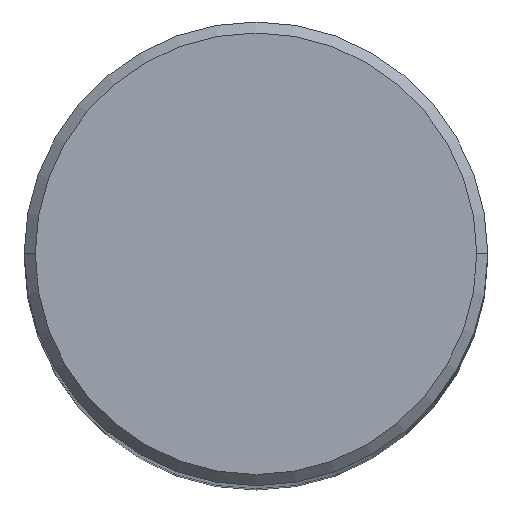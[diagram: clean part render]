
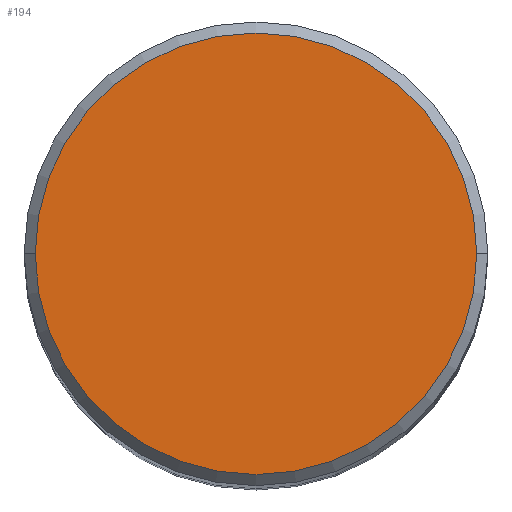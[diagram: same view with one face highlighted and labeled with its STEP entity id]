
A CAD part, top view. The second image highlights one B-rep face of the part: STEP entity #194.
In plain terms, the highlighted planar face has unit normal (0, 0, 1).
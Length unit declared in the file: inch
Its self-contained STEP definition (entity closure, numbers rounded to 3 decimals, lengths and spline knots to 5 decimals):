
#13 = PLANE ( 'NONE',  #198 ) ;
#18 = VERTEX_POINT ( 'NONE', #28 ) ;
#25 = VERTEX_POINT ( 'NONE', #316 ) ;
#28 = CARTESIAN_POINT ( 'NONE',  ( -0.29996, 0., 3.62205 ) ) ;
#30 = ORIENTED_EDGE ( 'NONE', *, *, #227, .T. ) ;
#42 = DIRECTION ( 'NONE',  ( 1., 0., 0. ) ) ;
#95 = EDGE_CURVE ( 'NONE', #25, #18, #122, .T. ) ;
#118 = DIRECTION ( 'NONE',  ( 0., 0., 1. ) ) ;
#122 = CIRCLE ( 'NONE', #135, 0.29996 ) ;
#124 = CARTESIAN_POINT ( 'NONE',  ( 0., 0., 3.62205 ) ) ;
#135 = AXIS2_PLACEMENT_3D ( 'NONE', #270, #118, #243 ) ;
#144 = AXIS2_PLACEMENT_3D ( 'NONE', #124, #302, #42 ) ;
#167 = CIRCLE ( 'NONE', #144, 0.29996 ) ;
#173 = DIRECTION ( 'NONE',  ( 1., 0., 0. ) ) ;
#194 = ADVANCED_FACE ( 'NONE', ( #252 ), #13, .T. ) ;
#198 = AXIS2_PLACEMENT_3D ( 'NONE', #276, #200, #173 ) ;
#200 = DIRECTION ( 'NONE',  ( 0., 0., 1. ) ) ;
#210 = ORIENTED_EDGE ( 'NONE', *, *, #95, .T. ) ;
#227 = EDGE_CURVE ( 'NONE', #18, #25, #167, .T. ) ;
#243 = DIRECTION ( 'NONE',  ( 1., 0., 0. ) ) ;
#252 = FACE_OUTER_BOUND ( 'NONE', #256, .T. ) ;
#256 = EDGE_LOOP ( 'NONE', ( #30, #210 ) ) ;
#270 = CARTESIAN_POINT ( 'NONE',  ( 0., 0., 3.62205 ) ) ;
#276 = CARTESIAN_POINT ( 'NONE',  ( 0., 0., 3.62205 ) ) ;
#302 = DIRECTION ( 'NONE',  ( 0., 0., 1. ) ) ;
#316 = CARTESIAN_POINT ( 'NONE',  ( 0.29996, 0., 3.62205 ) ) ;
